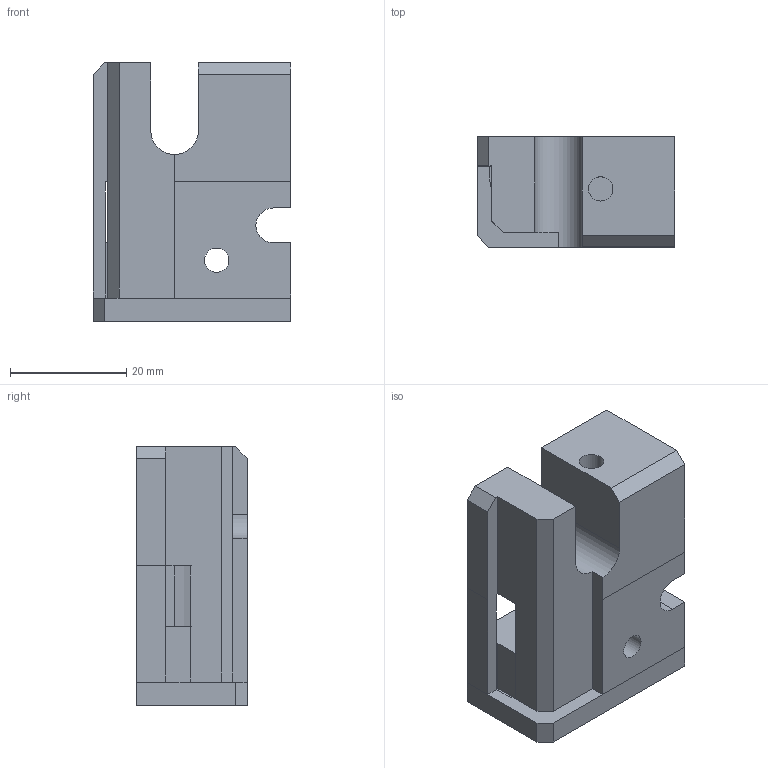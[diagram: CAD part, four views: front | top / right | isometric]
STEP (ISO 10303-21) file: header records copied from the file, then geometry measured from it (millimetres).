
FILE_DESCRIPTION(('FreeCAD Model'),'2;1');
FILE_NAME('Open CASCADE Shape Model','2024-08-10T22:39:18',(''),(''), 'Open CASCADE STEP processor 7.6','FreeCAD','Unknown');
FILE_SCHEMA(('AUTOMOTIVE_DESIGN { 1 0 10303 214 1 1 1 1 }'));
Length unit declared in the file: millimetre
Products named in the file (1): Тело
Bounding box: 34 x 19 x 44.5 mm (x, y, z)
Volume: 18328.3 mm3; surface area: 7867.8 mm2
Topology: 1 solids, 1 shells, 73 faces, 200 edges, 128 vertices
Faces by surface type: plane 65, cylinder 8
Full cylindrical faces by diameter (mm): 4.2 x2, 5 x3
Entity records: 4927 total; most frequent: CARTESIAN_POINT 850, DIRECTION 757, LINE 566, VECTOR 566, ORIENTED_EDGE 400, PCURVE 400, DEFINITIONAL_REPRESENTATION 400, EDGE_CURVE 200
